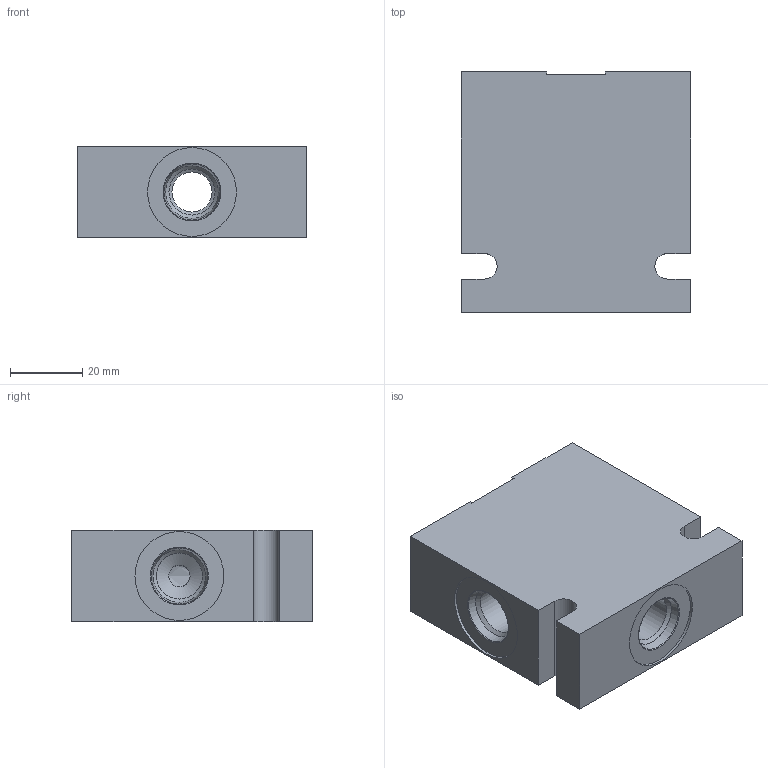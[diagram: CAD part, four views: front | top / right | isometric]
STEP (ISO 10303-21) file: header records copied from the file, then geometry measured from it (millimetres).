
FILE_DESCRIPTION((''),'2;1');
FILE_NAME('8-3-6T.stp','2015-06-04T09:54:05',('jml'),(''),'Autodesk Inventor 2010','Autodesk Inventor 2010','');
FILE_SCHEMA(('AUTOMOTIVE_DESIGN { 1 0 10303 214 1 1 1 1 }'));
Length unit declared in the file: inch
Products named in the file (1): 300141-6T
Bounding box: 63.5 x 66.55 x 25.4 mm (x, y, z)
Volume: 85713.6 mm3; surface area: 19833.6 mm2
Topology: 1 solids, 1 shells, 55 faces, 129 edges, 81 vertices
Faces by surface type: plane 21, bspline 15, cone 8, cylinder 7, torus 4
Full cylindrical faces by diameter (mm): 24.613 x3
Entity records: 1643 total; most frequent: CARTESIAN_POINT 555, DIRECTION 214, ORIENTED_EDGE 176, EDGE_LOOP 98, EDGE_CURVE 88, AXIS2_PLACEMENT_3D 87, VERTEX_POINT 72, FACE_OUTER_BOUND 55
